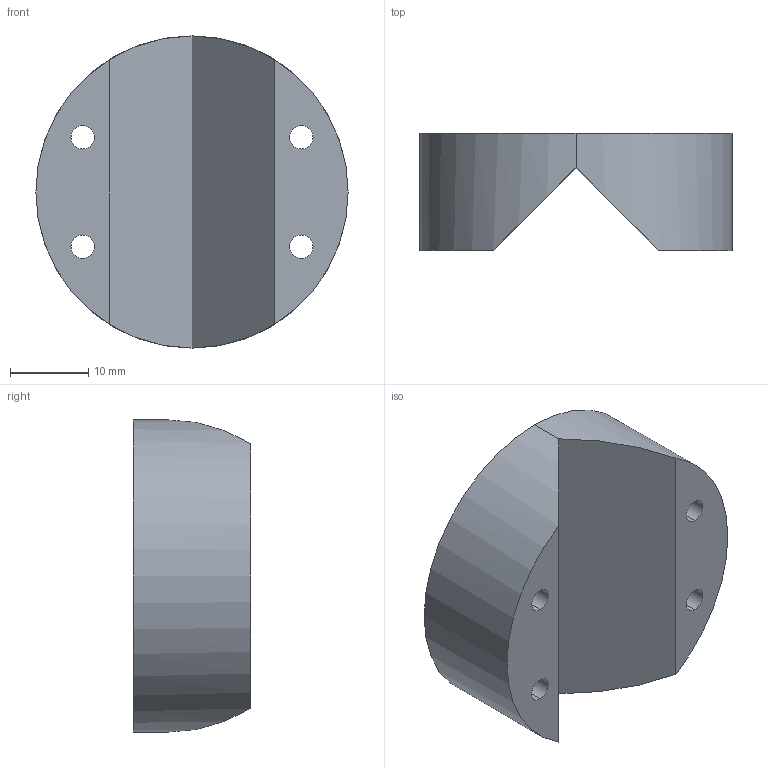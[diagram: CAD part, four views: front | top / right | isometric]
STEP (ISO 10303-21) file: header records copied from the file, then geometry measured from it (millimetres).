
FILE_DESCRIPTION (( 'STEP AP214' ), '1' );
FILE_NAME ('antenna_holder_B.STEP', '2022-04-13T09:05:11', ( 'MaxAli' ), ( '' ), 'SwSTEP 2.0', 'SolidWorks 2018', '' );
FILE_SCHEMA (( 'AUTOMOTIVE_DESIGN' ));
Length unit declared in the file: millimetre
Products named in the file (1): antenna_holder_B
Bounding box: 40 x 15 x 40 mm (x, y, z)
Volume: 13864.1 mm3; surface area: 5093.5 mm2
Topology: 1 solids, 1 shells, 27 faces, 61 edges, 40 vertices
Faces by surface type: cylinder 18, plane 9
Entity records: 825 total; most frequent: DIRECTION 149, CARTESIAN_POINT 141, ORIENTED_EDGE 122, AXIS2_PLACEMENT_3D 64, EDGE_CURVE 61, VERTEX_POINT 40, EDGE_LOOP 39, CIRCLE 36
